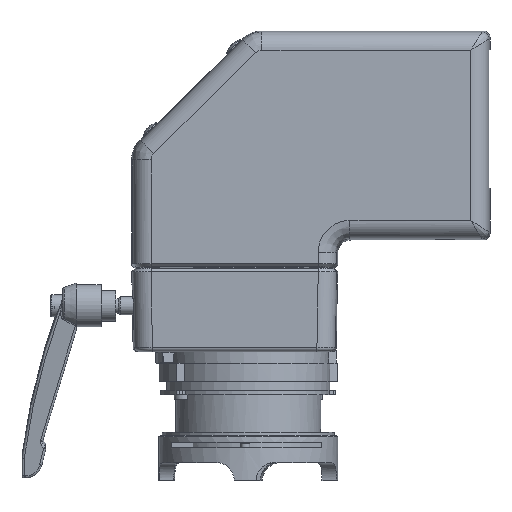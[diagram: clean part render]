
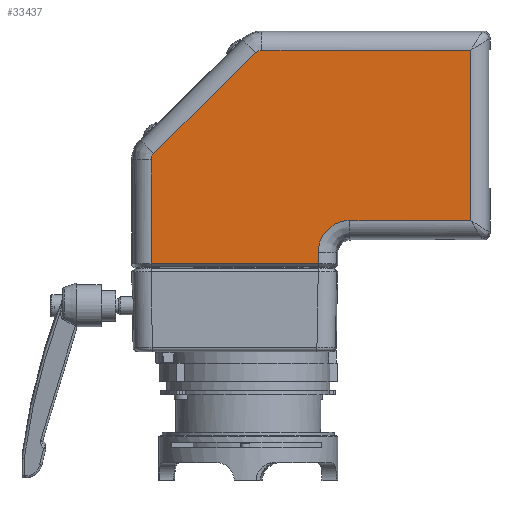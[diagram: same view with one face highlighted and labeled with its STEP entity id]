
A CAD part, top view. The second image highlights one B-rep face of the part: STEP entity #33437.
In plain terms, the highlighted planar face has unit normal (0, 0, 1).
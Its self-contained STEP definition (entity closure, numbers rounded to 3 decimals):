
#242 = CARTESIAN_POINT ( 'NONE',  ( 59.498, 0., 78. ) ) ;
#1125 = DIRECTION ( 'NONE',  ( 1., 0., 0. ) ) ;
#2128 = ORIENTED_EDGE ( 'NONE', *, *, #28341, .T. ) ;
#3596 = ORIENTED_EDGE ( 'NONE', *, *, #81486, .T. ) ;
#3894 = CARTESIAN_POINT ( 'NONE',  ( 59.498, 95.778, 78. ) ) ;
#4372 = CARTESIAN_POINT ( 'NONE',  ( 59.498, 20.502, 78. ) ) ;
#6081 = VECTOR ( 'NONE', #47635, 1000. ) ;
#8886 = EDGE_CURVE ( 'NONE', #18660, #40558, #82571, .T. ) ;
#9707 = VERTEX_POINT ( 'NONE', #37449 ) ;
#10119 = VERTEX_POINT ( 'NONE', #58256 ) ;
#12840 = EDGE_CURVE ( 'NONE', #96012, #37409, #88086, .T. ) ;
#14639 = VECTOR ( 'NONE', #99179, 1000. ) ;
#14996 = CARTESIAN_POINT ( 'NONE',  ( -34.82, 95.373, 78. ) ) ;
#15250 =( BOUNDED_CURVE ( )  B_SPLINE_CURVE ( 3, ( #89838, #31704, #14996, #80696 ),
 .UNSPECIFIED., .F., .F. ) 
 B_SPLINE_CURVE_WITH_KNOTS ( ( 4, 4 ),
 ( 2.752, 3.531 ),
 .UNSPECIFIED. ) 
 CURVE ( )  GEOMETRIC_REPRESENTATION_ITEM ( )  RATIONAL_B_SPLINE_CURVE ( ( 1., 0.95, 0.95, 1. ) ) 
 REPRESENTATION_ITEM ( '' )  );
#15262 = DIRECTION ( 'NONE',  ( 0., -1., 0. ) ) ;
#16149 = CARTESIAN_POINT ( 'NONE',  ( 0., 0., 78. ) ) ;
#18660 = VERTEX_POINT ( 'NONE', #106286 ) ;
#19007 = CARTESIAN_POINT ( 'NONE',  ( -7.862, 0., 78. ) ) ;
#19606 = VECTOR ( 'NONE', #15262, 1000. ) ;
#19658 =( BOUNDED_CURVE ( )  B_SPLINE_CURVE ( 3, ( #48540, #106143, #25854, #81371 ),
 .UNSPECIFIED., .F., .F. ) 
 B_SPLINE_CURVE_WITH_KNOTS ( ( 4, 4 ),
 ( 2.746, 3.537 ),
 .UNSPECIFIED. ) 
 CURVE ( )  GEOMETRIC_REPRESENTATION_ITEM ( )  RATIONAL_B_SPLINE_CURVE ( ( 1., 0.949, 0.949, 1. ) ) 
 REPRESENTATION_ITEM ( '' )  );
#21871 = DIRECTION ( 'NONE',  ( -1., 0., 0. ) ) ;
#22033 = VERTEX_POINT ( 'NONE', #104870 ) ;
#25633 = ORIENTED_EDGE ( 'NONE', *, *, #8886, .T. ) ;
#25854 = CARTESIAN_POINT ( 'NONE',  ( -81.778, 48.37, 78. ) ) ;
#26281 = EDGE_CURVE ( 'NONE', #22033, #30068, #35691, .T. ) ;
#27391 = ORIENTED_EDGE ( 'NONE', *, *, #81003, .T. ) ;
#27776 = ORIENTED_EDGE ( 'NONE', *, *, #76662, .T. ) ;
#28341 = EDGE_CURVE ( 'NONE', #37409, #18660, #15250, .T. ) ;
#30068 = VERTEX_POINT ( 'NONE', #4372 ) ;
#31020 = CARTESIAN_POINT ( 'NONE',  ( -32.767, 95.778, 78. ) ) ;
#31382 = VERTEX_POINT ( 'NONE', #81556 ) ;
#31704 = CARTESIAN_POINT ( 'NONE',  ( -33.834, 95.778, 78. ) ) ;
#31896 = LINE ( 'NONE', #57226, #14639 ) ;
#32332 = FACE_OUTER_BOUND ( 'NONE', #75610, .T. ) ;
#33437 = ADVANCED_FACE ( 'NONE', ( #32332 ), #81336, .T. ) ;
#35691 = LINE ( 'NONE', #101357, #85052 ) ;
#36278 = ORIENTED_EDGE ( 'NONE', *, *, #82684, .T. ) ;
#37409 = VERTEX_POINT ( 'NONE', #31020 ) ;
#37449 = CARTESIAN_POINT ( 'NONE',  ( -81.778, 47.287, 78. ) ) ;
#40558 = VERTEX_POINT ( 'NONE', #79040 ) ;
#47270 = VECTOR ( 'NONE', #51878, 1000. ) ;
#47635 = DIRECTION ( 'NONE',  ( -0.711, -0.703, 0. ) ) ;
#48164 = CARTESIAN_POINT ( 'NONE',  ( -64.891, 65.649, 78. ) ) ;
#48540 = CARTESIAN_POINT ( 'NONE',  ( -80.591, 50.131, 78. ) ) ;
#50608 = ORIENTED_EDGE ( 'NONE', *, *, #81053, .T. ) ;
#51878 = DIRECTION ( 'NONE',  ( 0., 1., 0. ) ) ;
#52767 = AXIS2_PLACEMENT_3D ( 'NONE', #16149, #65162, #104519 ) ;
#56584 = EDGE_CURVE ( 'NONE', #9707, #92276, #74984, .T. ) ;
#57226 = CARTESIAN_POINT ( 'NONE',  ( 0., 1.475, 78. ) ) ;
#58256 = CARTESIAN_POINT ( 'NONE',  ( -7.862, 6.504, 78. ) ) ;
#60864 = ORIENTED_EDGE ( 'NONE', *, *, #56584, .T. ) ;
#65162 = DIRECTION ( 'NONE',  ( 0., 0., 1. ) ) ;
#74984 = LINE ( 'NONE', #98213, #19606 ) ;
#75610 = EDGE_LOOP ( 'NONE', ( #60864, #36278, #3596, #27391, #106573, #50608, #81870, #2128, #25633, #27776 ) ) ;
#76662 = EDGE_CURVE ( 'NONE', #40558, #9707, #19658, .T. ) ;
#77938 = CARTESIAN_POINT ( 'NONE',  ( 6.136, 20.502, 78. ) ) ;
#78405 = CARTESIAN_POINT ( 'NONE',  ( 0., 95.778, 78. ) ) ;
#79040 = CARTESIAN_POINT ( 'NONE',  ( -80.591, 50.131, 78. ) ) ;
#80696 = CARTESIAN_POINT ( 'NONE',  ( -35.579, 94.623, 78. ) ) ;
#81003 = EDGE_CURVE ( 'NONE', #10119, #22033, #93259, .T. ) ;
#81053 = EDGE_CURVE ( 'NONE', #30068, #96012, #98888, .T. ) ;
#81336 = PLANE ( 'NONE',  #52767 ) ;
#81371 = CARTESIAN_POINT ( 'NONE',  ( -81.778, 47.287, 78. ) ) ;
#81486 = EDGE_CURVE ( 'NONE', #31382, #10119, #92799, .T. ) ;
#81556 = CARTESIAN_POINT ( 'NONE',  ( -7.862, 1.475, 78. ) ) ;
#81870 = ORIENTED_EDGE ( 'NONE', *, *, #12840, .T. ) ;
#82571 = LINE ( 'NONE', #48164, #6081 ) ;
#82684 = EDGE_CURVE ( 'NONE', #92276, #31382, #31896, .T. ) ;
#85052 = VECTOR ( 'NONE', #1125, 1000. ) ;
#86216 = VECTOR ( 'NONE', #21871, 1000. ) ;
#88086 = LINE ( 'NONE', #78405, #86216 ) ;
#89596 = CARTESIAN_POINT ( 'NONE',  ( -81.778, 1.475, 78. ) ) ;
#89739 = DIRECTION ( 'NONE',  ( 0., 1., 0. ) ) ;
#89838 = CARTESIAN_POINT ( 'NONE',  ( -32.767, 95.778, 78. ) ) ;
#92276 = VERTEX_POINT ( 'NONE', #89596 ) ;
#92514 = CARTESIAN_POINT ( 'NONE',  ( -7.862, 14.704, 78. ) ) ;
#92799 = LINE ( 'NONE', #19007, #47270 ) ;
#93259 =( BOUNDED_CURVE ( )  B_SPLINE_CURVE ( 3, ( #101648, #92514, #93584, #77938 ),
 .UNSPECIFIED., .F., .F. ) 
 B_SPLINE_CURVE_WITH_KNOTS ( ( 4, 4 ),
 ( 2.356, 3.927 ),
 .UNSPECIFIED. ) 
 CURVE ( )  GEOMETRIC_REPRESENTATION_ITEM ( )  RATIONAL_B_SPLINE_CURVE ( ( 1., 0.805, 0.805, 1. ) ) 
 REPRESENTATION_ITEM ( '' )  );
#93584 = CARTESIAN_POINT ( 'NONE',  ( -2.064, 20.502, 78. ) ) ;
#93674 = VECTOR ( 'NONE', #89739, 1000. ) ;
#96012 = VERTEX_POINT ( 'NONE', #3894 ) ;
#98213 = CARTESIAN_POINT ( 'NONE',  ( -81.778, 0., 78. ) ) ;
#98888 = LINE ( 'NONE', #242, #93674 ) ;
#99179 = DIRECTION ( 'NONE',  ( 1., 0., 0. ) ) ;
#101357 = CARTESIAN_POINT ( 'NONE',  ( 0., 20.502, 78. ) ) ;
#101648 = CARTESIAN_POINT ( 'NONE',  ( -7.862, 6.504, 78. ) ) ;
#104519 = DIRECTION ( 'NONE',  ( -1., 0., 0. ) ) ;
#104870 = CARTESIAN_POINT ( 'NONE',  ( 6.136, 20.502, 78. ) ) ;
#106143 = CARTESIAN_POINT ( 'NONE',  ( -81.361, 49.369, 78. ) ) ;
#106286 = CARTESIAN_POINT ( 'NONE',  ( -35.579, 94.623, 78. ) ) ;
#106573 = ORIENTED_EDGE ( 'NONE', *, *, #26281, .T. ) ;
